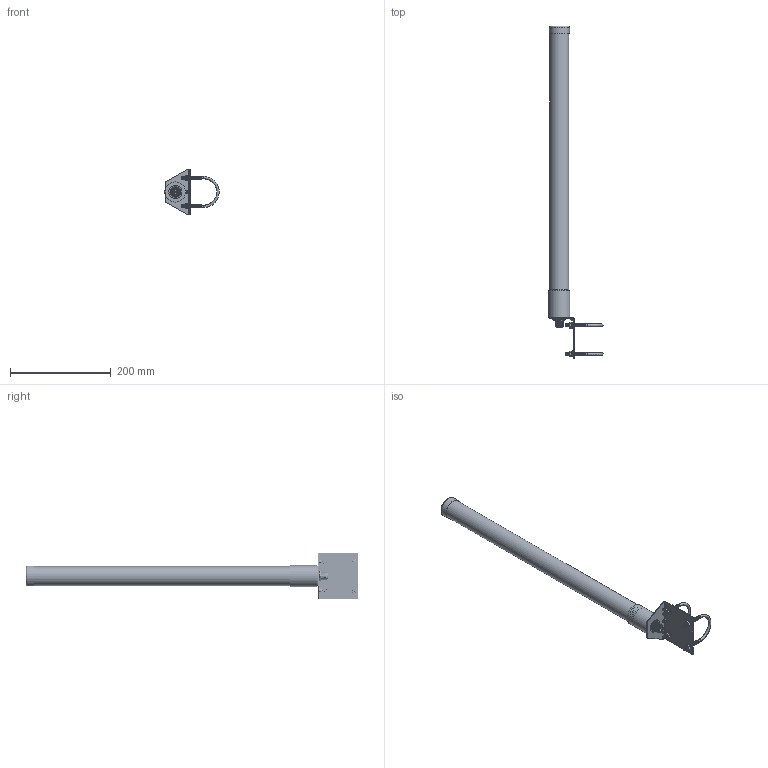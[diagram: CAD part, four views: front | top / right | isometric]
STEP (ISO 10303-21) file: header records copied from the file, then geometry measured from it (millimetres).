
FILE_DESCRIPTION (( 'STEP AP214' ), '1' );
FILE_NAME ('FM51OM1042_3D.STEP', '2021-05-18T20:50:32', ( '' ), ( '' ), 'SwSTEP 2.0', 'SolidWorks 2020', '' );
FILE_SCHEMA (( 'AUTOMOTIVE_DESIGN' ));
Length unit declared in the file: millimetre
Products named in the file (13): Copy of TANJIE_6^Copy of JM_M4_ASM_FM51OM1042; Copy of WNFG9E_06^FM51OM1042; Copy of JM_M1_02^Copy of JM_M4_ASM_FM51OM1042; Copy of HUAJIE-16^FM51OM1042; Copy of TIANXIANDING-38^FM51OM1042; FM51OM1042_3D; Copy of LUOMU_M6^Copy of JM_M4_ASM_FM51OM1042; Copy of JM_M4_01^Copy of JM_M4_ASM_FM51OM1042; Copy of JM_M4_ASM^FM51OM1042; Copy of JIETOUTAO^FM51OM1042; Copy of LUOMU_M16X1XH3^FM51OM1042; Copy of GUAN-558^FM51OM1042; Copy of DIANPIAN_6^Copy of JM_M4_ASM_FM51OM1042
Assembly tree (22 placements, depth 3):
  FM51OM1042_3D
    Copy of JIETOUTAO^FM51OM1042
    Copy of GUAN-558^FM51OM1042
    Copy of TIANXIANDING-38^FM51OM1042
    Copy of WNFG9E_06^FM51OM1042
    Copy of JM_M4_ASM^FM51OM1042
      Copy of JM_M4_01^Copy of JM_M4_ASM_FM51OM1042
      Copy of JM_M1_02^Copy of JM_M4_ASM_FM51OM1042  x2
      Copy of DIANPIAN_6^Copy of JM_M4_ASM_FM51OM1042  x4
      Copy of TANJIE_6^Copy of JM_M4_ASM_FM51OM1042  x4
      Copy of LUOMU_M6^Copy of JM_M4_ASM_FM51OM1042  x4
    Copy of LUOMU_M16X1XH3^FM51OM1042
    Copy of HUAJIE-16^FM51OM1042
Bounding box: 107.95 x 659.5 x 90 mm (x, y, z)
Volume: 195816.2 mm3; surface area: 185577.9 mm2
Topology: 21 solids, 21 shells, 712 faces, 3100 edges, 2445 vertices
Faces by surface type: bspline 308, cylinder 162, plane 150, cone 92
Full cylindrical faces by diameter (mm): 1.3 x1, 1.5 x1, 3 x2, 3.6 x1, 5 x4, 5.9 x1, 6.5 x4, 7 x4, 8.3 x1, 12 x4, 13.5 x1, 14 x2, 15.7 x17, 16 x1, 16.5 x1, 18 x1, 20 x1, 21 x1, 26 x1, 34 x1, 38 x1, 38.2 x5, 38.5 x1, 39.2 x4, 40.5 x1, 42 x1
Entity records: 65477 total; most frequent: CARTESIAN_POINT 50933, ORIENTED_EDGE 3640, EDGE_CURVE 1820, VERTEX_POINT 1429, B_SPLINE_CURVE_WITH_KNOTS 1377, DIRECTION 1177, EDGE_LOOP 587, FACE_OUTER_BOUND 531
